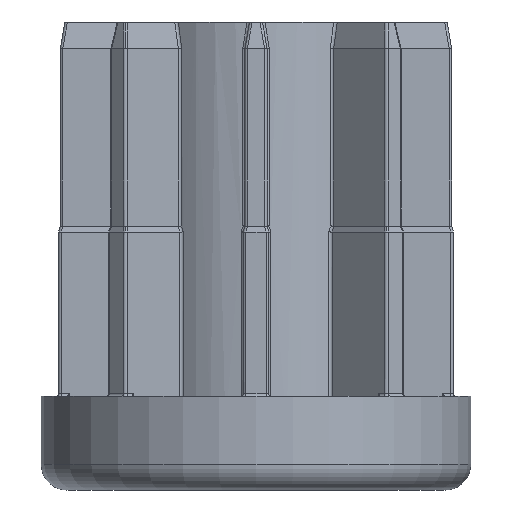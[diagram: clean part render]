
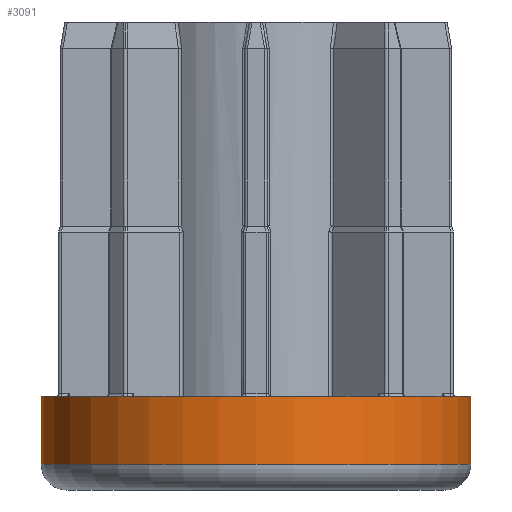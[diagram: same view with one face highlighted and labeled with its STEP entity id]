
A CAD part, front view. The second image highlights one B-rep face of the part: STEP entity #3091.
In plain terms, the highlighted cylindrical face has radius 25.25 mm (diameter 50.5 mm), a partial arc.
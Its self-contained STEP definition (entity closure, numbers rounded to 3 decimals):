
#264 = VERTEX_POINT ( 'NONE', #9184 ) ;
#1238 = LINE ( 'NONE', #8146, #8998 ) ;
#1878 = AXIS2_PLACEMENT_3D ( 'NONE', #2338, #9401, #3411 ) ;
#2113 = DIRECTION ( 'NONE',  ( 0., 0., -1. ) ) ;
#2319 = ORIENTED_EDGE ( 'NONE', *, *, #9364, .T. ) ;
#2338 = CARTESIAN_POINT ( 'NONE',  ( 0., 0., 3. ) ) ;
#2390 = DIRECTION ( 'NONE',  ( 0., 0., -1. ) ) ;
#3091 = ADVANCED_FACE ( 'NONE', ( #8719 ), #10544, .T. ) ;
#3299 = EDGE_LOOP ( 'NONE', ( #10105, #12599, #2319, #8119 ) ) ;
#3411 = DIRECTION ( 'NONE',  ( 1., 0., 0. ) ) ;
#3437 = DIRECTION ( 'NONE',  ( 0., 0., 1. ) ) ;
#3572 = AXIS2_PLACEMENT_3D ( 'NONE', #4476, #2390, #8414 ) ;
#4433 = DIRECTION ( 'NONE',  ( 0., 0., -1. ) ) ;
#4476 = CARTESIAN_POINT ( 'NONE',  ( 0., 0., 11. ) ) ;
#4939 = CARTESIAN_POINT ( 'NONE',  ( -25.25, 0., 3. ) ) ;
#5365 = CARTESIAN_POINT ( 'NONE',  ( -25.25, 0., 11. ) ) ;
#5415 = CIRCLE ( 'NONE', #1878, 25.25 ) ;
#5941 = CARTESIAN_POINT ( 'NONE',  ( 25.25, 0., 11. ) ) ;
#6293 = AXIS2_PLACEMENT_3D ( 'NONE', #9431, #3437, #10492 ) ;
#6644 = CIRCLE ( 'NONE', #6293, 25.25 ) ;
#7434 = VECTOR ( 'NONE', #4433, 1000. ) ;
#7507 = CARTESIAN_POINT ( 'NONE',  ( -25.25, 0., 11. ) ) ;
#7551 = EDGE_CURVE ( 'NONE', #10291, #8539, #6644, .T. ) ;
#7885 = VERTEX_POINT ( 'NONE', #4939 ) ;
#8119 = ORIENTED_EDGE ( 'NONE', *, *, #9348, .T. ) ;
#8146 = CARTESIAN_POINT ( 'NONE',  ( 25.25, 0., 11. ) ) ;
#8414 = DIRECTION ( 'NONE',  ( -1., 0., 0. ) ) ;
#8539 = VERTEX_POINT ( 'NONE', #5941 ) ;
#8719 = FACE_OUTER_BOUND ( 'NONE', #3299, .T. ) ;
#8998 = VECTOR ( 'NONE', #2113, 1000. ) ;
#9184 = CARTESIAN_POINT ( 'NONE',  ( 25.25, 0., 3. ) ) ;
#9242 = EDGE_CURVE ( 'NONE', #8539, #264, #1238, .T. ) ;
#9348 = EDGE_CURVE ( 'NONE', #7885, #264, #5415, .T. ) ;
#9364 = EDGE_CURVE ( 'NONE', #10291, #7885, #10187, .T. ) ;
#9401 = DIRECTION ( 'NONE',  ( 0., 0., 1. ) ) ;
#9431 = CARTESIAN_POINT ( 'NONE',  ( 0., 0., 11. ) ) ;
#10105 = ORIENTED_EDGE ( 'NONE', *, *, #9242, .F. ) ;
#10187 = LINE ( 'NONE', #5365, #7434 ) ;
#10291 = VERTEX_POINT ( 'NONE', #7507 ) ;
#10492 = DIRECTION ( 'NONE',  ( 1., 0., 0. ) ) ;
#10544 = CYLINDRICAL_SURFACE ( 'NONE', #3572, 25.25 ) ;
#12599 = ORIENTED_EDGE ( 'NONE', *, *, #7551, .F. ) ;
